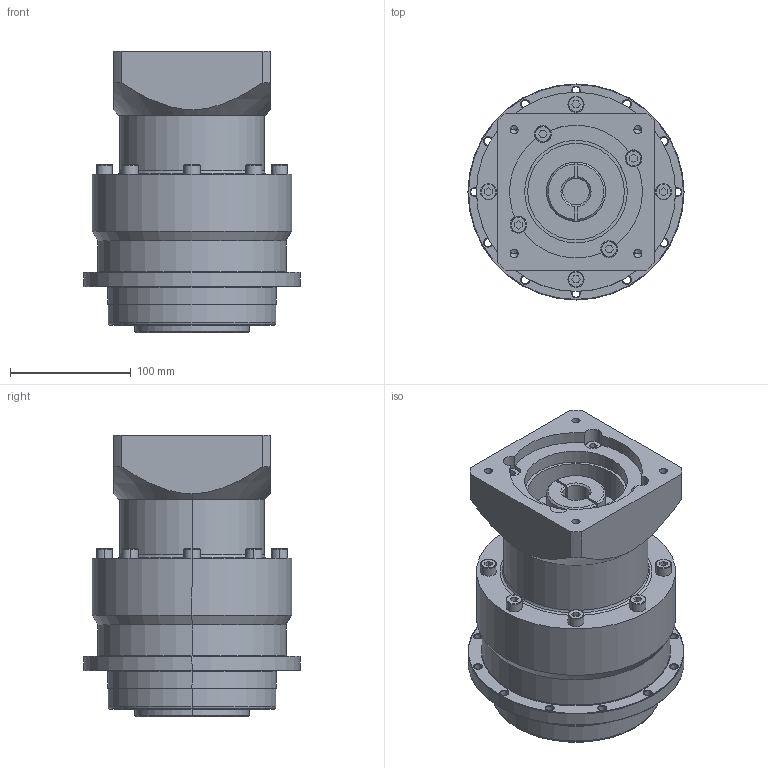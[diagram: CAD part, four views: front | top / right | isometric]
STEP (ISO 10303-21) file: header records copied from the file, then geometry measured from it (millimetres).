
FILE_DESCRIPTION((''),'2;1');
FILE_NAME('00','2022-06-14T17:19:45',('Administrator'),(''),'CREO PARAMETRIC BY PTC INC, 2019010','CREO PARAMETRIC BY PTC INC, 2019010','');
FILE_SCHEMA(('CONFIG_CONTROL_DESIGN'));
Length unit declared in the file: millimetre
Products named in the file (1): 00
Bounding box: 179 x 179 x 233 mm (x, y, z)
Volume: 3598346.6 mm3; surface area: 206034.7 mm2
Topology: 1 solids, 1 shells, 454 faces, 1065 edges, 634 vertices
Faces by surface type: torus 168, plane 126, cylinder 120, cone 40
Entity records: 13130 total; most frequent: DIRECTION 2540, CARTESIAN_POINT 2334, ORIENTED_EDGE 2070, AXIS2_PLACEMENT_3D 1070, EDGE_CURVE 1035, VERTEX_POINT 634, CIRCLE 616, EDGE_LOOP 529
